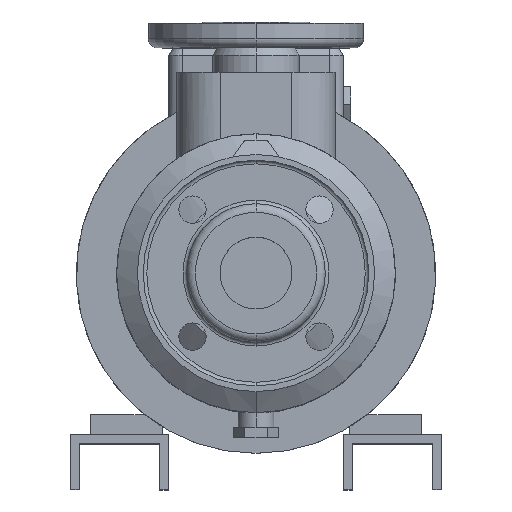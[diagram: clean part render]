
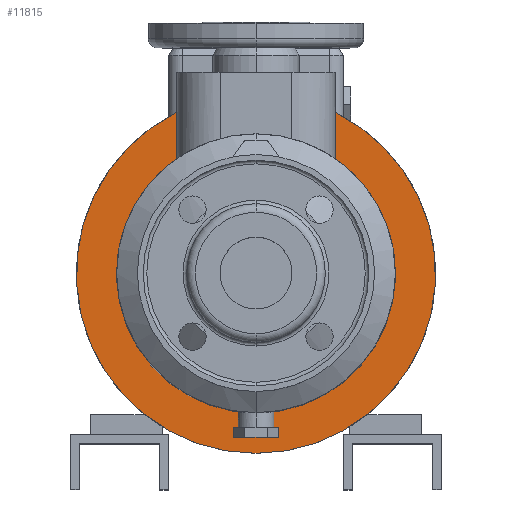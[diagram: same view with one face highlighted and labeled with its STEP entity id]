
A CAD part, top view. The second image highlights one B-rep face of the part: STEP entity #11815.
In plain terms, the highlighted planar face has unit normal (0, 0, 1).
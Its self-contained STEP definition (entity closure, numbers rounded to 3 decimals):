
#141 = VERTEX_POINT ( 'NONE', #11868 ) ;
#743 = CARTESIAN_POINT ( 'NONE',  ( 55., -125.002, -43. ) ) ;
#1859 = CARTESIAN_POINT ( 'NONE',  ( -55., 112.25, -43. ) ) ;
#1920 = CARTESIAN_POINT ( 'NONE',  ( 0., 97., -43. ) ) ;
#2529 = DIRECTION ( 'NONE',  ( 0., 0., 1. ) ) ;
#2609 = CARTESIAN_POINT ( 'NONE',  ( -55., -125.002, -43. ) ) ;
#3266 = VECTOR ( 'NONE', #4986, 1000. ) ;
#3315 = AXIS2_PLACEMENT_3D ( 'NONE', #8779, #2529, #13038 ) ;
#3558 = VERTEX_POINT ( 'NONE', #1859 ) ;
#3720 = DIRECTION ( 'NONE',  ( 0., -1., 0. ) ) ;
#3816 = EDGE_CURVE ( 'NONE', #13495, #3558, #12985, .T. ) ;
#3995 = ORIENTED_EDGE ( 'NONE', *, *, #13176, .F. ) ;
#4003 = PLANE ( 'NONE',  #13682 ) ;
#4122 = EDGE_CURVE ( 'NONE', #3558, #5536, #10872, .T. ) ;
#4317 = EDGE_LOOP ( 'NONE', ( #3995, #10555, #6339, #11062, #6293, #7540 ) ) ;
#4358 = EDGE_CURVE ( 'NONE', #7997, #6013, #5988, .T. ) ;
#4986 = DIRECTION ( 'NONE',  ( 0., 1., 0. ) ) ;
#5171 = AXIS2_PLACEMENT_3D ( 'NONE', #9052, #10093, #7038 ) ;
#5536 = VERTEX_POINT ( 'NONE', #8817 ) ;
#5988 = CIRCLE ( 'NONE', #12652, 97. ) ;
#6013 = VERTEX_POINT ( 'NONE', #6418 ) ;
#6145 = CARTESIAN_POINT ( 'NONE',  ( -55., 79.9, -43. ) ) ;
#6293 = ORIENTED_EDGE ( 'NONE', *, *, #4122, .T. ) ;
#6339 = ORIENTED_EDGE ( 'NONE', *, *, #12504, .F. ) ;
#6418 = CARTESIAN_POINT ( 'NONE',  ( 55., 79.9, -43. ) ) ;
#7038 = DIRECTION ( 'NONE',  ( 0., -1., 0. ) ) ;
#7065 = FACE_OUTER_BOUND ( 'NONE', #4317, .T. ) ;
#7225 = CARTESIAN_POINT ( 'NONE',  ( 0., -97., -43. ) ) ;
#7540 = ORIENTED_EDGE ( 'NONE', *, *, #8961, .T. ) ;
#7922 = AXIS2_PLACEMENT_3D ( 'NONE', #9608, #12890, #9738 ) ;
#7968 = VECTOR ( 'NONE', #12214, 1000. ) ;
#7997 = VERTEX_POINT ( 'NONE', #7225 ) ;
#8092 = CARTESIAN_POINT ( 'NONE',  ( 0., 0., -43. ) ) ;
#8171 = DIRECTION ( 'NONE',  ( 0., 1., 0. ) ) ;
#8779 = CARTESIAN_POINT ( 'NONE',  ( 0., 0., -43. ) ) ;
#8817 = CARTESIAN_POINT ( 'NONE',  ( 0., -125., -43. ) ) ;
#8961 = EDGE_CURVE ( 'NONE', #5536, #141, #12292, .T. ) ;
#9052 = CARTESIAN_POINT ( 'NONE',  ( 0., 0., -43. ) ) ;
#9461 = CIRCLE ( 'NONE', #7922, 97. ) ;
#9608 = CARTESIAN_POINT ( 'NONE',  ( 0., 0., -43. ) ) ;
#9738 = DIRECTION ( 'NONE',  ( 0., -1., 0. ) ) ;
#10093 = DIRECTION ( 'NONE',  ( 0., 0., 1. ) ) ;
#10174 = DIRECTION ( 'NONE',  ( 0., 0., 1. ) ) ;
#10257 = DIRECTION ( 'NONE',  ( 0., 0., -1. ) ) ;
#10259 = LINE ( 'NONE', #743, #3266 ) ;
#10555 = ORIENTED_EDGE ( 'NONE', *, *, #4358, .F. ) ;
#10872 = CIRCLE ( 'NONE', #3315, 125. ) ;
#11062 = ORIENTED_EDGE ( 'NONE', *, *, #3816, .T. ) ;
#11815 = ADVANCED_FACE ( 'NONE', ( #7065 ), #4003, .F. ) ;
#11868 = CARTESIAN_POINT ( 'NONE',  ( 55., 112.25, -43. ) ) ;
#12214 = DIRECTION ( 'NONE',  ( 0., 1., 0. ) ) ;
#12292 = CIRCLE ( 'NONE', #5171, 125. ) ;
#12504 = EDGE_CURVE ( 'NONE', #13495, #7997, #9461, .T. ) ;
#12652 = AXIS2_PLACEMENT_3D ( 'NONE', #8092, #10174, #3720 ) ;
#12890 = DIRECTION ( 'NONE',  ( 0., 0., 1. ) ) ;
#12985 = LINE ( 'NONE', #2609, #7968 ) ;
#13038 = DIRECTION ( 'NONE',  ( 0., -1., 0. ) ) ;
#13176 = EDGE_CURVE ( 'NONE', #6013, #141, #10259, .T. ) ;
#13495 = VERTEX_POINT ( 'NONE', #6145 ) ;
#13682 = AXIS2_PLACEMENT_3D ( 'NONE', #1920, #10257, #8171 ) ;
